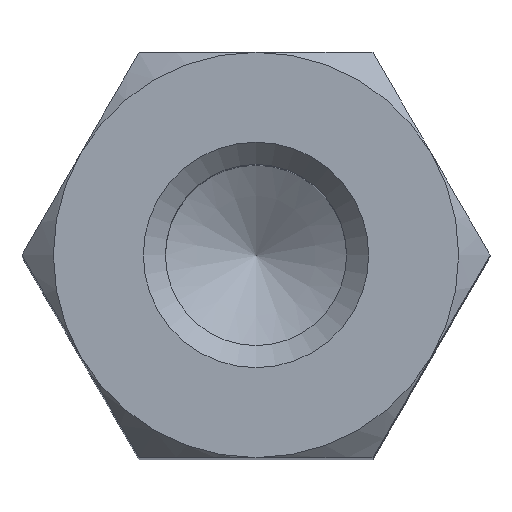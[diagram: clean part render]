
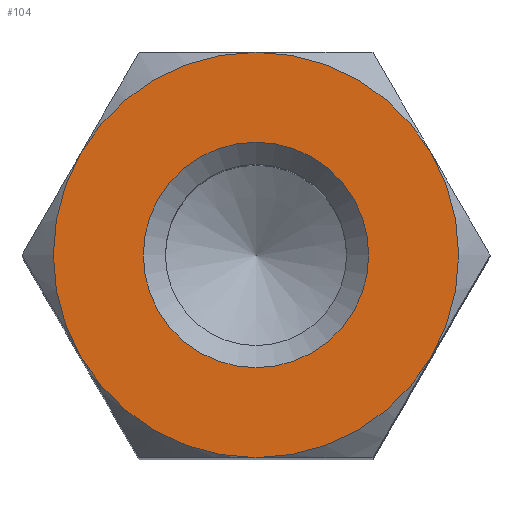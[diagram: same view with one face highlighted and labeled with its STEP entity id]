
A CAD part, top view. The second image highlights one B-rep face of the part: STEP entity #104.
In plain terms, the highlighted planar face has unit normal (0, 0, 1).
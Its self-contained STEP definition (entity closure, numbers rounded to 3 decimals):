
#104 = ADVANCED_FACE( '', ( #211, #212 ), #213, .F. );
#211 = FACE_BOUND( '', #312, .T. );
#212 = FACE_OUTER_BOUND( '', #313, .T. );
#213 = PLANE( '', #314 );
#312 = EDGE_LOOP( '', ( #518 ) );
#313 = EDGE_LOOP( '', ( #519, #520, #521, #522, #523, #524 ) );
#314 = AXIS2_PLACEMENT_3D( '', #525, #526, #527 );
#518 = ORIENTED_EDGE( '', *, *, #597, .T. );
#519 = ORIENTED_EDGE( '', *, *, #601, .T. );
#520 = ORIENTED_EDGE( '', *, *, #578, .T. );
#521 = ORIENTED_EDGE( '', *, *, #539, .T. );
#522 = ORIENTED_EDGE( '', *, *, #547, .T. );
#523 = ORIENTED_EDGE( '', *, *, #610, .T. );
#524 = ORIENTED_EDGE( '', *, *, #542, .T. );
#525 = CARTESIAN_POINT( '', ( 0., 0., 8. ) );
#526 = DIRECTION( '', ( 0., 0., -1. ) );
#527 = DIRECTION( '', ( -1., 0., 0. ) );
#539 = EDGE_CURVE( '', #623, #620, #624, .F. );
#542 = EDGE_CURVE( '', #627, #628, #629, .T. );
#547 = EDGE_CURVE( '', #620, #634, #637, .F. );
#578 = EDGE_CURVE( '', #664, #623, #686, .F. );
#597 = EDGE_CURVE( '', #706, #706, #707, .T. );
#601 = EDGE_CURVE( '', #628, #664, #711, .F. );
#610 = EDGE_CURVE( '', #634, #627, #720, .F. );
#620 = VERTEX_POINT( '', #730 );
#623 = VERTEX_POINT( '', #738 );
#624 = CIRCLE( '', #739, 2.75 );
#627 = VERTEX_POINT( '', #749 );
#628 = VERTEX_POINT( '', #750 );
#629 = CIRCLE( '', #751, 2.75 );
#634 = VERTEX_POINT( '', #768 );
#637 = CIRCLE( '', #776, 2.75 );
#664 = VERTEX_POINT( '', #837 );
#686 = CIRCLE( '', #905, 2.75 );
#706 = VERTEX_POINT( '', #945 );
#707 = CIRCLE( '', #946, 1.53 );
#711 = CIRCLE( '', #957, 2.75 );
#720 = CIRCLE( '', #988, 2.75 );
#730 = CARTESIAN_POINT( '', ( 2.382, -1.375, 8. ) );
#738 = CARTESIAN_POINT( '', ( 0., -2.75, 8. ) );
#739 = AXIS2_PLACEMENT_3D( '', #998, #999, #1000 );
#749 = CARTESIAN_POINT( '', ( 0., 2.75, 8. ) );
#750 = CARTESIAN_POINT( '', ( -2.382, 1.375, 8. ) );
#751 = AXIS2_PLACEMENT_3D( '', #1001, #1002, #1003 );
#768 = CARTESIAN_POINT( '', ( 2.382, 1.375, 8. ) );
#776 = AXIS2_PLACEMENT_3D( '', #1004, #1005, #1006 );
#837 = CARTESIAN_POINT( '', ( -2.382, -1.375, 8. ) );
#905 = AXIS2_PLACEMENT_3D( '', #1029, #1030, #1031 );
#945 = CARTESIAN_POINT( '', ( 0., 1.53, 8. ) );
#946 = AXIS2_PLACEMENT_3D( '', #1048, #1049, #1050 );
#957 = AXIS2_PLACEMENT_3D( '', #1051, #1052, #1053 );
#988 = AXIS2_PLACEMENT_3D( '', #1055, #1056, #1057 );
#998 = CARTESIAN_POINT( '', ( 0., 0., 8. ) );
#999 = DIRECTION( '', ( 0., 0., -1. ) );
#1000 = DIRECTION( '', ( -1., 0., 0. ) );
#1001 = CARTESIAN_POINT( '', ( 0., 0., 8. ) );
#1002 = DIRECTION( '', ( 0., 0., 1. ) );
#1003 = DIRECTION( '', ( 1., 0., 0. ) );
#1004 = CARTESIAN_POINT( '', ( 0., 0., 8. ) );
#1005 = DIRECTION( '', ( 0., 0., -1. ) );
#1006 = DIRECTION( '', ( -1., 0., 0. ) );
#1029 = CARTESIAN_POINT( '', ( 0., 0., 8. ) );
#1030 = DIRECTION( '', ( 0., 0., -1. ) );
#1031 = DIRECTION( '', ( -1., 0., 0. ) );
#1048 = CARTESIAN_POINT( '', ( 0., 0., 8. ) );
#1049 = DIRECTION( '', ( 0., 0., -1. ) );
#1050 = DIRECTION( '', ( 0., 1., 0. ) );
#1051 = CARTESIAN_POINT( '', ( 0., 0., 8. ) );
#1052 = DIRECTION( '', ( 0., 0., -1. ) );
#1053 = DIRECTION( '', ( -1., 0., 0. ) );
#1055 = CARTESIAN_POINT( '', ( 0., 0., 8. ) );
#1056 = DIRECTION( '', ( 0., 0., -1. ) );
#1057 = DIRECTION( '', ( -1., 0., 0. ) );
